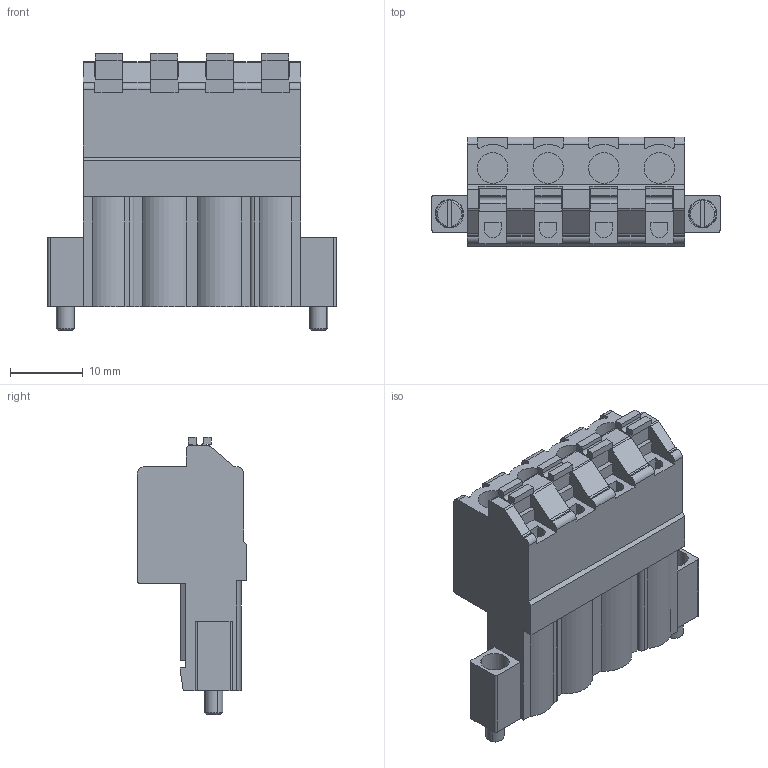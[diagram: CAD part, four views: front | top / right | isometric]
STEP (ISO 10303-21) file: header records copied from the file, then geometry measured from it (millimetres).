
FILE_DESCRIPTION(('CATIA V5 STEP Exchange','CAx-IF Rec.Pracs.--- Model Styling and Organization---1.2---2011-12-15'),'2;1');
FILE_NAME ('D1447607_0_1043690000_1043690000.stp','2018-11-20T05:16:10+00:00',('none'),('Weidmueller'),'CATIA Version 5-6 Release 2014','CATIA V5 STEP AP214','none');
FILE_SCHEMA(('AUTOMOTIVE_DESIGN { 1 0 10303 214 1 1 1 1 }'));
Length unit declared in the file: millimetre
Products named in the file (1): 1043690000
Bounding box: 39.54 x 15.05 x 38.03 mm (x, y, z)
Volume: 8524.1 mm3; surface area: 7088.6 mm2
Topology: 11 solids, 11 shells, 522 faces, 1408 edges, 930 vertices
Faces by surface type: plane 385, cylinder 113, torus 20, cone 4
Entity records: 14856 total; most frequent: ORIENTED_EDGE 2816, CARTESIAN_POINT 2654, DIRECTION 1966, EDGE_CURVE 1408, VECTOR 1122, LINE 1122, VERTEX_POINT 930, AXIS2_PLACEMENT_3D 562
